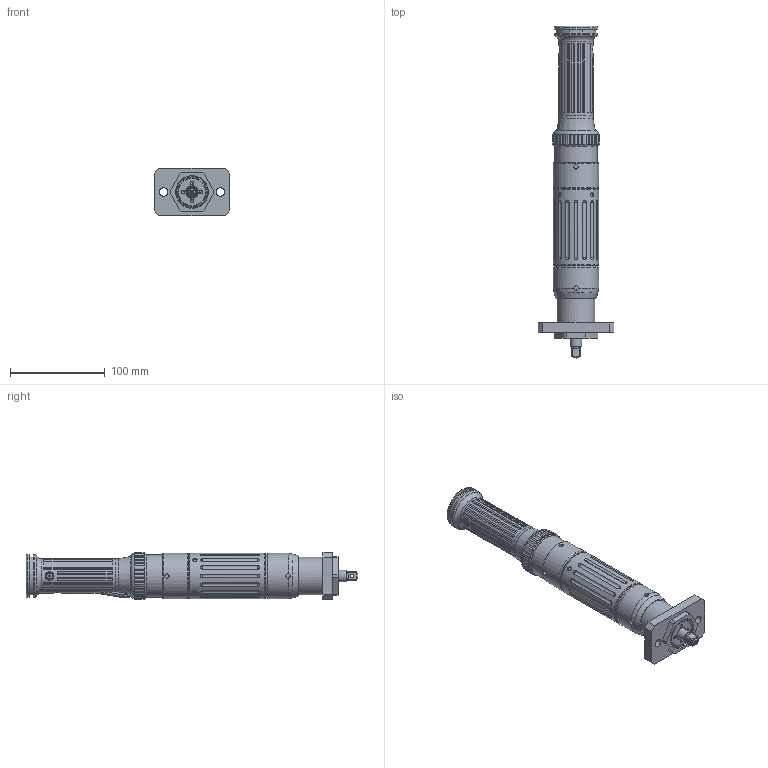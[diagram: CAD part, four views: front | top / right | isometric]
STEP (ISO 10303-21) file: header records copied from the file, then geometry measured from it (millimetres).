
FILE_DESCRIPTION(/* description */ (''),/* implementation_level */ '2;1');
FILE_NAME(/* name */ 'HFT-015M80-S1-20(DS-H012+A)_OUTLINE.stp',/* time_stamp */ '2018-06-18T10:05:26+09:00',/* author */ ('AkihiroKATO'),/* organization */ (''),/* preprocessor_version */ 'ST-DEVELOPER v16.5',/* originating_system */ 'Autodesk Inventor 2017',/* authorisation */ '');
FILE_SCHEMA (('AUTOMOTIVE_DESIGN { 1 0 10303 214 3 1 1 }'));
Length unit declared in the file: millimetre
Products named in the file (1): HFT-015M80-S1-20(DS-H012+A)_OUTLINE
Bounding box: 80 x 351 x 50 mm (x, y, z)
Volume: 501880.4 mm3; surface area: 72269.2 mm2
Topology: 1 solids, 10 shells, 944 faces, 2322 edges, 1488 vertices
Faces by surface type: plane 511, cylinder 288, sphere 60, cone 48, bspline 24, torus 13
Full cylindrical faces by diameter (mm): 1 x24, 1.6 x4, 1.8 x2, 2 x1, 3.18 x1, 3.6 x4, 4 x3, 4.5 x1, 4.6 x12, 6.8 x2, 8 x3, 9 x5, 11.8 x1, 11.94 x1, 12.5 x1, 21.4 x1, 23.8 x1, 30 x1, 34 x2, 36 x1, 40 x1, 41.2 x1, 44.5 x1, 45 x2, 45.5 x1, 46 x2, 46.6 x2, 48 x4
Entity records: 30785 total; most frequent: CARTESIAN_POINT 8126, DIRECTION 4795, ORIENTED_EDGE 4158, EDGE_CURVE 2069, AXIS2_PLACEMENT_3D 1972, VERTEX_POINT 1395, EDGE_LOOP 1224, STYLED_ITEM 945
